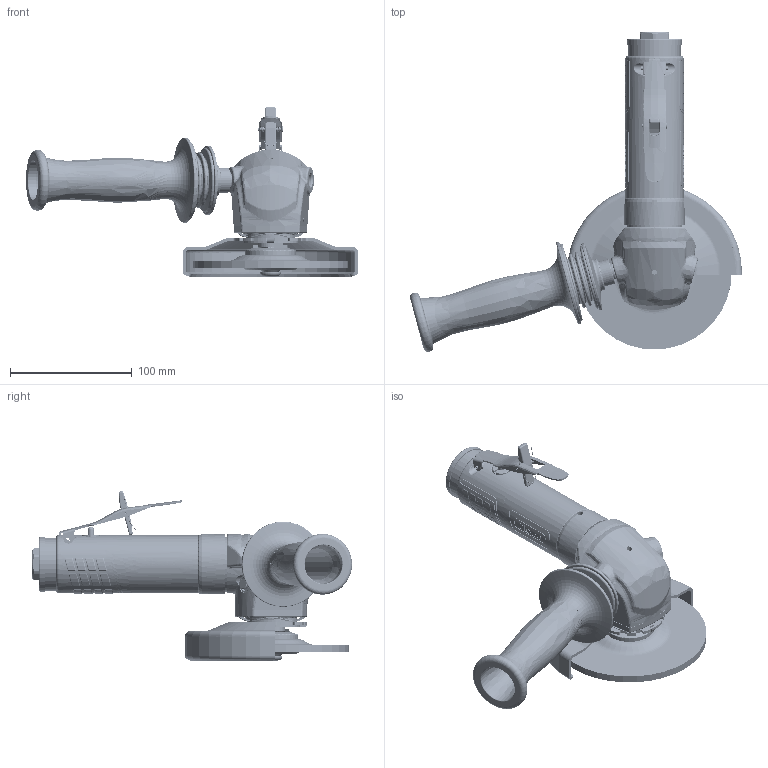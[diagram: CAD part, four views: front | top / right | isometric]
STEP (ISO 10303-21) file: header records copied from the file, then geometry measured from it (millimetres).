
FILE_DESCRIPTION(/* description */ ('Unknown'),/* implementation_level */ '2;1');
FILE_NAME(/* name */ '5D67S-0001',/* time_stamp */ '2017-09-08T11:15:32+08:00',/* author */ ('Unknown'),/* organization */ ('Unknown'),/* preprocessor_version */ 'ST-DEVELOPER v16.7',/* originating_system */ 'DEX',/* authorisation */ $);
FILE_SCHEMA (('AUTOMOTIVE_DESIGN {1 0 10303 214 3 1 1}'));
Products named in the file (79): 5D67S-0001; 5D67S28-11; 5D67S18-11S; 5D67S18-11; 5D67S14-11; 5D66S15-11; 051825(607zz); 5D66S16-11; 5D67S27-11; 5D67S19-11; 051220(6000zz); 5D66S12-11; 72902-11(Spring Pin 2-10L); 70117-12(彈簧銷 2-6; OR03505100-1_oa_0; 5D67S57-11S; 5D67S57-11; 5D67S59-11_oa_1; 5D67S58-11; 30143(鋼珠fs; 5D67S61-11; 5D67S60-11; 5D67S13-11; 5D67S17-11; 5D67S01-11; 5D67S06-11; 5D67S52-11; 5D67S50-11; 5D67S51-11; 5D66S56-11; 5D66S55-11; 5D66S53-11; 5D66S54-11; 5D67S07-11; 5D66S10-11; 5D66S05-11; 5P-160W29-11; 5D67S04-11S; 5D67S04-11; 50-500212-11_oa_2 ...
Assembly tree (91 placements, depth 4):
  5D67S-0001
    5D67S28-11
    5D67S18-11S
      5D67S18-11
      5D67S14-11
      5D66S15-11
      051825(607zz)
      5D66S16-11  x4
      5D67S27-11
      5D67S19-11
      051220(6000zz)
      5D66S12-11
      72902-11(Spring Pin 2-10L)
      70117-12(彈簧銷 2-6
      OR03505100-1_oa_0
      5D67S57-11S
        5D67S57-11
        5D67S59-11_oa_1
        5D67S58-11
        30143(鋼珠fs  x6
        5D67S61-11
        5D67S60-11
    5D67S13-11
    5D67S17-11
    5D67S01-11
    5D67S06-11
    5D67S52-11
      5D67S50-11
      5D67S51-11
    5D66S56-11
      5D66S55-11
      5D66S53-11
      5D66S54-11
    5D67S07-11
    5D66S10-11
    5D66S05-11
    5P-160W29-11
    5D67S04-11S
      5D67S04-11
      50-500212-11_oa_2
      50-500211-11
      50-500209-11
    5D66S42-11
    5D66S11-11
    5D66S03-11
    OR00303100-1_oa_3
    5D66S08-11_oa_4
    OR03705105-1_oa_5
    5D66S23-11
    516114(8-1)_oa_6
    5D66S20-11_oa_7
    50102
    5D66S24-11S
      5D66S29-11
      06203ZZ-1
      5D66S24-11
      5D66S28-11
      5D66S30-11
      5D66S35-11_oa_8
      ISTW-16
Bounding box: 273.06 x 263.16 x 139.95 mm (x, y, z)
Volume: 621106.8 mm3; surface area: 393472.8 mm2
Topology: 99 solids, 102 shells, 5819 faces, 15416 edges, 9906 vertices
Faces by surface type: plane 3053, cylinder 1170, bspline 867, cone 389, torus 261, sphere 79
Full cylindrical faces by diameter (mm): 1 x1, 1.2 x2, 1.3 x1, 1.5 x14, 1.8 x1, 2 x3, 2.5 x31, 2.6 x2, 3 x3, 3.2 x3, 3.242 x3, 3.3 x6, 3.5 x8, 3.8 x1, 3.95 x1, 3.97 x6, 4 x10, 4.1 x3, 4.2 x1, 4.3 x4, 4.4 x1, 4.8 x2, 4.917 x2, 5 x2, 5.4 x1, 5.5 x4, 5.6 x1, 5.7 x4, 5.75 x2, 6 x3
Entity records: 217371 total; most frequent: CARTESIAN_POINT 72820, ORIENTED_EDGE 28196, DIRECTION 24330, EDGE_CURVE 14098, VERTEX_POINT 9478, AXIS2_PLACEMENT_3D 8431, FACE_BOUND 7552, EDGE_LOOP 7529
